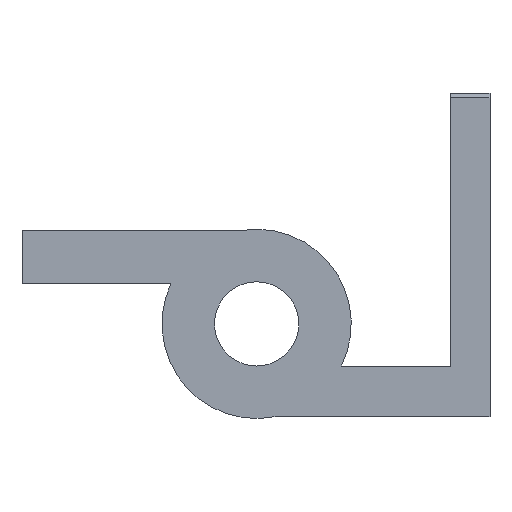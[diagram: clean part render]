
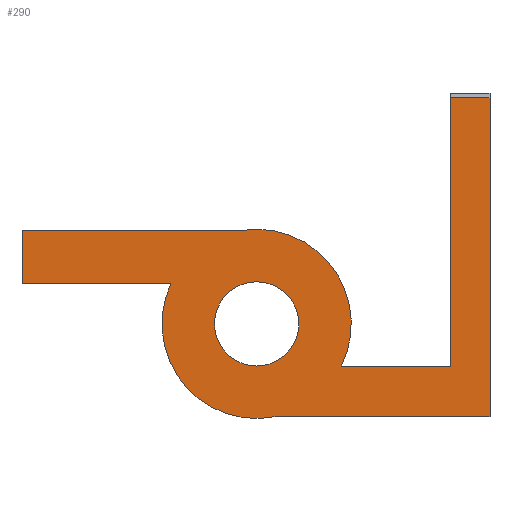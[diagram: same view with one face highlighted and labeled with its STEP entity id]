
A CAD part, front view. The second image highlights one B-rep face of the part: STEP entity #290.
In plain terms, the highlighted planar face has unit normal (0, -1, 0).
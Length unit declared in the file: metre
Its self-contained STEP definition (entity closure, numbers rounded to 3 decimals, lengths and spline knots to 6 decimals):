
#18=CIRCLE('',#320,0.013731);
#19=CIRCLE('',#321,0.030843);
#20=CIRCLE('',#322,0.030843);
#34=ORIENTED_EDGE('',*,*,#112,.F.);
#35=ORIENTED_EDGE('',*,*,#113,.T.);
#36=ORIENTED_EDGE('',*,*,#114,.T.);
#37=ORIENTED_EDGE('',*,*,#115,.F.);
#38=ORIENTED_EDGE('',*,*,#116,.F.);
#39=ORIENTED_EDGE('',*,*,#117,.T.);
#40=ORIENTED_EDGE('',*,*,#118,.T.);
#41=ORIENTED_EDGE('',*,*,#119,.F.);
#42=ORIENTED_EDGE('',*,*,#120,.F.);
#43=ORIENTED_EDGE('',*,*,#121,.T.);
#44=ORIENTED_EDGE('',*,*,#122,.T.);
#112=EDGE_CURVE('',#151,#151,#18,.T.);
#113=EDGE_CURVE('',#152,#153,#179,.T.);
#114=EDGE_CURVE('',#153,#154,#180,.T.);
#115=EDGE_CURVE('',#155,#154,#181,.T.);
#116=EDGE_CURVE('',#156,#155,#182,.T.);
#117=EDGE_CURVE('',#156,#157,#19,.T.);
#118=EDGE_CURVE('',#157,#158,#183,.T.);
#119=EDGE_CURVE('',#159,#158,#184,.T.);
#120=EDGE_CURVE('',#160,#159,#185,.T.);
#121=EDGE_CURVE('',#160,#161,#20,.T.);
#122=EDGE_CURVE('',#161,#152,#186,.T.);
#151=VERTEX_POINT('',#443);
#152=VERTEX_POINT('',#445);
#153=VERTEX_POINT('',#446);
#154=VERTEX_POINT('',#448);
#155=VERTEX_POINT('',#450);
#156=VERTEX_POINT('',#452);
#157=VERTEX_POINT('',#454);
#158=VERTEX_POINT('',#456);
#159=VERTEX_POINT('',#458);
#160=VERTEX_POINT('',#460);
#161=VERTEX_POINT('',#462);
#179=LINE('',#444,#206);
#180=LINE('',#447,#207);
#181=LINE('',#449,#208);
#182=LINE('',#451,#209);
#183=LINE('',#455,#210);
#184=LINE('',#457,#211);
#185=LINE('',#459,#212);
#186=LINE('',#463,#213);
#206=VECTOR('',#358,1.);
#207=VECTOR('',#359,1.);
#208=VECTOR('',#360,1.);
#209=VECTOR('',#361,1.);
#210=VECTOR('',#364,1.);
#211=VECTOR('',#365,1.);
#212=VECTOR('',#366,1.);
#213=VECTOR('',#369,1.);
#230=EDGE_LOOP('',(#34));
#231=EDGE_LOOP('',(#35,#36,#37,#38,#39,#40,#41,#42,#43,#44));
#255=FACE_BOUND('',#230,.T.);
#256=FACE_BOUND('',#231,.T.);
#280=PLANE('',#319);
#290=ADVANCED_FACE('',(#255,#256),#280,.T.);
#319=AXIS2_PLACEMENT_3D('',#441,#354,#355);
#320=AXIS2_PLACEMENT_3D('',#442,#356,#357);
#321=AXIS2_PLACEMENT_3D('',#453,#362,#363);
#322=AXIS2_PLACEMENT_3D('',#461,#367,#368);
#354=DIRECTION('',(0.,-1.,0.));
#355=DIRECTION('',(1.,0.,0.));
#356=DIRECTION('',(0.,-1.,0.));
#357=DIRECTION('',(0.,0.,-1.));
#358=DIRECTION('',(0.,0.,1.));
#359=DIRECTION('',(-1.,0.,0.));
#360=DIRECTION('',(0.,0.,1.));
#361=DIRECTION('',(1.,0.,0.));
#362=DIRECTION('',(0.,-1.,0.));
#363=DIRECTION('',(0.,0.,-1.));
#364=DIRECTION('',(-1.,0.,0.));
#365=DIRECTION('',(0.,0.,1.));
#366=DIRECTION('',(-1.,0.,0.));
#367=DIRECTION('',(0.,-1.,0.));
#368=DIRECTION('',(0.,0.,-1.));
#369=DIRECTION('',(1.,0.,0.));
#441=CARTESIAN_POINT('',(-0.000597,-0.0254,0.02211));
#442=CARTESIAN_POINT('',(0.,-0.0254,0.));
#443=CARTESIAN_POINT('',(0.,-0.0254,-0.013731));
#444=CARTESIAN_POINT('',(0.076034,-0.0254,0.030666));
#445=CARTESIAN_POINT('',(0.076034,-0.0254,-0.030255));
#446=CARTESIAN_POINT('',(0.076034,-0.0254,0.073739));
#447=CARTESIAN_POINT('',(0.254,-0.0254,0.073739));
#448=CARTESIAN_POINT('',(0.063296,-0.0254,0.073739));
#449=CARTESIAN_POINT('',(0.063296,-0.0254,0.030666));
#450=CARTESIAN_POINT('',(0.063296,-0.0254,-0.013731));
#451=CARTESIAN_POINT('',(0.045456,-0.0254,-0.013731));
#452=CARTESIAN_POINT('',(0.027617,-0.0254,-0.013731));
#453=CARTESIAN_POINT('',(0.,-0.0254,0.));
#454=CARTESIAN_POINT('',(-0.004424,-0.0254,0.030524));
#455=CARTESIAN_POINT('',(-0.040428,-0.0254,0.030524));
#456=CARTESIAN_POINT('',(-0.076433,-0.0254,0.030524));
#457=CARTESIAN_POINT('',(-0.076433,-0.0254,0.021761));
#458=CARTESIAN_POINT('',(-0.076433,-0.0254,0.012999));
#459=CARTESIAN_POINT('',(-0.052201,-0.0254,0.012999));
#460=CARTESIAN_POINT('',(-0.027969,-0.0254,0.012999));
#461=CARTESIAN_POINT('',(0.,-0.0254,0.));
#462=CARTESIAN_POINT('',(0.005994,-0.0254,-0.030255));
#463=CARTESIAN_POINT('',(0.034645,-0.0254,-0.030255));
